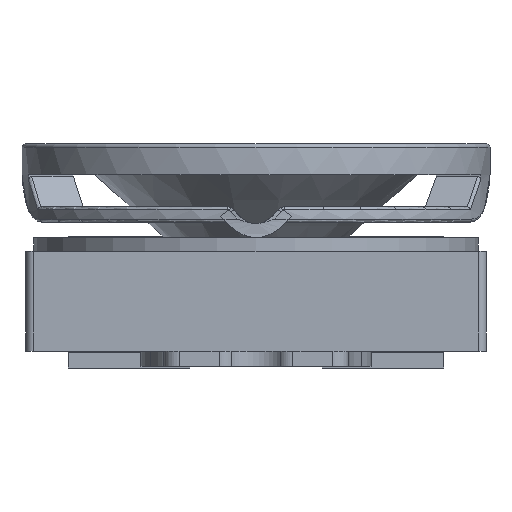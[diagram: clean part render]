
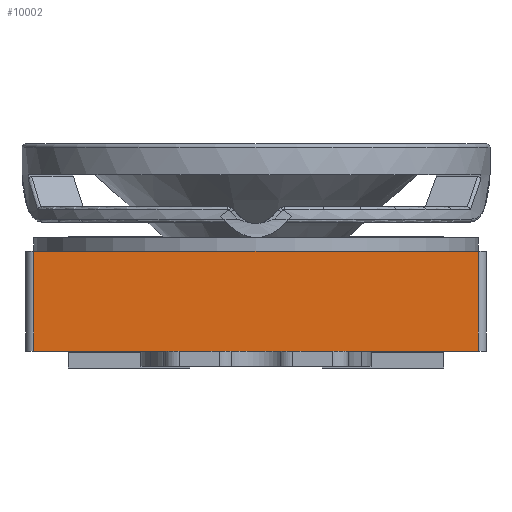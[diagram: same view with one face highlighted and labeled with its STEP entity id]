
A CAD part, left-side view. The second image highlights one B-rep face of the part: STEP entity #10002.
In plain terms, the highlighted planar face has unit normal (-1, 0, 0).
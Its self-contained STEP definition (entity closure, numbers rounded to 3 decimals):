
#2164 = PLANE('',#2165);
#2165 = AXIS2_PLACEMENT_3D('',#2166,#2167,#2168);
#2166 = CARTESIAN_POINT('',(-0.096,-0.003,
    0.11));
#2167 = DIRECTION('',(0.,0.,1.));
#2168 = DIRECTION('',(0.,1.,-0.));
#2745 = PLANE('',#2746);
#2746 = AXIS2_PLACEMENT_3D('',#2747,#2748,#2749);
#2747 = CARTESIAN_POINT('',(-0.096,-0.003,
    0.76));
#2748 = DIRECTION('',(0.,0.,1.));
#2749 = DIRECTION('',(0.,1.,-0.));
#6390 = EDGE_CURVE('',#6391,#6393,#6395,.T.);
#6391 = VERTEX_POINT('',#6392);
#6392 = CARTESIAN_POINT('',(-1.846,1.447,
    0.76));
#6393 = VERTEX_POINT('',#6394);
#6394 = CARTESIAN_POINT('',(-1.846,-1.452,
    0.76));
#6395 = SURFACE_CURVE('',#6396,(#6400,#6407),.PCURVE_S1.);
#6396 = LINE('',#6397,#6398);
#6397 = CARTESIAN_POINT('',(-1.846,-1.502,
    0.76));
#6398 = VECTOR('',#6399,1.);
#6399 = DIRECTION('',(0.,-1.,-0.));
#6400 = PCURVE('',#2745,#6401);
#6401 = DEFINITIONAL_REPRESENTATION('',(#6402),#6406);
#6402 = LINE('',#6403,#6404);
#6403 = CARTESIAN_POINT('',(-1.5,1.75));
#6404 = VECTOR('',#6405,1.);
#6405 = DIRECTION('',(-1.,0.));
#6406 = ( GEOMETRIC_REPRESENTATION_CONTEXT(2) 
PARAMETRIC_REPRESENTATION_CONTEXT() REPRESENTATION_CONTEXT('2D SPACE',''
  ) );
#6407 = PCURVE('',#6408,#6413);
#6408 = PLANE('',#6409);
#6409 = AXIS2_PLACEMENT_3D('',#6410,#6411,#6412);
#6410 = CARTESIAN_POINT('',(-1.846,-1.502,
    0.76));
#6411 = DIRECTION('',(1.,0.,0.));
#6412 = DIRECTION('',(0.,0.,-1.));
#6413 = DEFINITIONAL_REPRESENTATION('',(#6414),#6418);
#6414 = LINE('',#6415,#6416);
#6415 = CARTESIAN_POINT('',(0.,0.));
#6416 = VECTOR('',#6417,1.);
#6417 = DIRECTION('',(0.,-1.));
#6418 = ( GEOMETRIC_REPRESENTATION_CONTEXT(2) 
PARAMETRIC_REPRESENTATION_CONTEXT() REPRESENTATION_CONTEXT('2D SPACE',''
  ) );
#6437 = CYLINDRICAL_SURFACE('',#6438,0.05);
#6438 = AXIS2_PLACEMENT_3D('',#6439,#6440,#6441);
#6439 = CARTESIAN_POINT('',(-1.796,-1.452,
    0.76));
#6440 = DIRECTION('',(0.,0.,-1.));
#6441 = DIRECTION('',(0.,-1.,-0.));
#6899 = CYLINDRICAL_SURFACE('',#6900,0.05);
#6900 = AXIS2_PLACEMENT_3D('',#6901,#6902,#6903);
#6901 = CARTESIAN_POINT('',(-1.796,1.447,
    0.76));
#6902 = DIRECTION('',(0.,0.,-1.));
#6903 = DIRECTION('',(0.,-1.,-0.));
#10002 = ADVANCED_FACE('',(#10003),#6408,.F.);
#10003 = FACE_BOUND('',#10004,.T.);
#10004 = EDGE_LOOP('',(#10005,#10030,#10051,#10052,#10075,#10098));
#10005 = ORIENTED_EDGE('',*,*,#10006,.T.);
#10006 = EDGE_CURVE('',#10007,#10009,#10011,.T.);
#10007 = VERTEX_POINT('',#10008);
#10008 = CARTESIAN_POINT('',(-1.846,-0.602,
    0.11));
#10009 = VERTEX_POINT('',#10010);
#10010 = CARTESIAN_POINT('',(-1.846,-1.452,
    0.11));
#10011 = SURFACE_CURVE('',#10012,(#10016,#10023),.PCURVE_S1.);
#10012 = LINE('',#10013,#10014);
#10013 = CARTESIAN_POINT('',(-1.846,-1.502,
    0.11));
#10014 = VECTOR('',#10015,1.);
#10015 = DIRECTION('',(0.,-1.,-0.));
#10016 = PCURVE('',#6408,#10017);
#10017 = DEFINITIONAL_REPRESENTATION('',(#10018),#10022);
#10018 = LINE('',#10019,#10020);
#10019 = CARTESIAN_POINT('',(0.65,0.));
#10020 = VECTOR('',#10021,1.);
#10021 = DIRECTION('',(0.,-1.));
#10022 = ( GEOMETRIC_REPRESENTATION_CONTEXT(2) 
PARAMETRIC_REPRESENTATION_CONTEXT() REPRESENTATION_CONTEXT('2D SPACE',''
  ) );
#10023 = PCURVE('',#2164,#10024);
#10024 = DEFINITIONAL_REPRESENTATION('',(#10025),#10029);
#10025 = LINE('',#10026,#10027);
#10026 = CARTESIAN_POINT('',(-1.5,1.75));
#10027 = VECTOR('',#10028,1.);
#10028 = DIRECTION('',(-1.,0.));
#10029 = ( GEOMETRIC_REPRESENTATION_CONTEXT(2) 
PARAMETRIC_REPRESENTATION_CONTEXT() REPRESENTATION_CONTEXT('2D SPACE',''
  ) );
#10030 = ORIENTED_EDGE('',*,*,#10031,.T.);
#10031 = EDGE_CURVE('',#10009,#6393,#10032,.T.);
#10032 = SURFACE_CURVE('',#10033,(#10037,#10044),.PCURVE_S1.);
#10033 = LINE('',#10034,#10035);
#10034 = CARTESIAN_POINT('',(-1.846,-1.452,
    0.76));
#10035 = VECTOR('',#10036,1.);
#10036 = DIRECTION('',(0.,0.,1.));
#10037 = PCURVE('',#6408,#10038);
#10038 = DEFINITIONAL_REPRESENTATION('',(#10039),#10043);
#10039 = LINE('',#10040,#10041);
#10040 = CARTESIAN_POINT('',(0.,0.05));
#10041 = VECTOR('',#10042,1.);
#10042 = DIRECTION('',(-1.,0.));
#10043 = ( GEOMETRIC_REPRESENTATION_CONTEXT(2) 
PARAMETRIC_REPRESENTATION_CONTEXT() REPRESENTATION_CONTEXT('2D SPACE',''
  ) );
#10044 = PCURVE('',#6437,#10045);
#10045 = DEFINITIONAL_REPRESENTATION('',(#10046),#10050);
#10046 = LINE('',#10047,#10048);
#10047 = CARTESIAN_POINT('',(1.571,0.));
#10048 = VECTOR('',#10049,1.);
#10049 = DIRECTION('',(0.,-1.));
#10050 = ( GEOMETRIC_REPRESENTATION_CONTEXT(2) 
PARAMETRIC_REPRESENTATION_CONTEXT() REPRESENTATION_CONTEXT('2D SPACE',''
  ) );
#10051 = ORIENTED_EDGE('',*,*,#6390,.F.);
#10052 = ORIENTED_EDGE('',*,*,#10053,.T.);
#10053 = EDGE_CURVE('',#6391,#10054,#10056,.T.);
#10054 = VERTEX_POINT('',#10055);
#10055 = CARTESIAN_POINT('',(-1.846,1.447,
    0.11));
#10056 = SURFACE_CURVE('',#10057,(#10061,#10068),.PCURVE_S1.);
#10057 = LINE('',#10058,#10059);
#10058 = CARTESIAN_POINT('',(-1.846,1.447,
    0.76));
#10059 = VECTOR('',#10060,1.);
#10060 = DIRECTION('',(0.,0.,-1.));
#10061 = PCURVE('',#6408,#10062);
#10062 = DEFINITIONAL_REPRESENTATION('',(#10063),#10067);
#10063 = LINE('',#10064,#10065);
#10064 = CARTESIAN_POINT('',(0.,2.95));
#10065 = VECTOR('',#10066,1.);
#10066 = DIRECTION('',(1.,0.));
#10067 = ( GEOMETRIC_REPRESENTATION_CONTEXT(2) 
PARAMETRIC_REPRESENTATION_CONTEXT() REPRESENTATION_CONTEXT('2D SPACE',''
  ) );
#10068 = PCURVE('',#6899,#10069);
#10069 = DEFINITIONAL_REPRESENTATION('',(#10070),#10074);
#10070 = LINE('',#10071,#10072);
#10071 = CARTESIAN_POINT('',(1.571,0.));
#10072 = VECTOR('',#10073,1.);
#10073 = DIRECTION('',(0.,1.));
#10074 = ( GEOMETRIC_REPRESENTATION_CONTEXT(2) 
PARAMETRIC_REPRESENTATION_CONTEXT() REPRESENTATION_CONTEXT('2D SPACE',''
  ) );
#10075 = ORIENTED_EDGE('',*,*,#10076,.T.);
#10076 = EDGE_CURVE('',#10054,#10077,#10079,.T.);
#10077 = VERTEX_POINT('',#10078);
#10078 = CARTESIAN_POINT('',(-1.846,0.597,
    0.11));
#10079 = SURFACE_CURVE('',#10080,(#10084,#10091),.PCURVE_S1.);
#10080 = LINE('',#10081,#10082);
#10081 = CARTESIAN_POINT('',(-1.846,-1.502,
    0.11));
#10082 = VECTOR('',#10083,1.);
#10083 = DIRECTION('',(0.,-1.,-0.));
#10084 = PCURVE('',#6408,#10085);
#10085 = DEFINITIONAL_REPRESENTATION('',(#10086),#10090);
#10086 = LINE('',#10087,#10088);
#10087 = CARTESIAN_POINT('',(0.65,0.));
#10088 = VECTOR('',#10089,1.);
#10089 = DIRECTION('',(0.,-1.));
#10090 = ( GEOMETRIC_REPRESENTATION_CONTEXT(2) 
PARAMETRIC_REPRESENTATION_CONTEXT() REPRESENTATION_CONTEXT('2D SPACE',''
  ) );
#10091 = PCURVE('',#2164,#10092);
#10092 = DEFINITIONAL_REPRESENTATION('',(#10093),#10097);
#10093 = LINE('',#10094,#10095);
#10094 = CARTESIAN_POINT('',(-1.5,1.75));
#10095 = VECTOR('',#10096,1.);
#10096 = DIRECTION('',(-1.,0.));
#10097 = ( GEOMETRIC_REPRESENTATION_CONTEXT(2) 
PARAMETRIC_REPRESENTATION_CONTEXT() REPRESENTATION_CONTEXT('2D SPACE',''
  ) );
#10098 = ORIENTED_EDGE('',*,*,#10099,.T.);
#10099 = EDGE_CURVE('',#10077,#10007,#10100,.T.);
#10100 = SURFACE_CURVE('',#10101,(#10105,#10112),.PCURVE_S1.);
#10101 = LINE('',#10102,#10103);
#10102 = CARTESIAN_POINT('',(-1.846,-1.502,
    0.11));
#10103 = VECTOR('',#10104,1.);
#10104 = DIRECTION('',(0.,-1.,-0.));
#10105 = PCURVE('',#6408,#10106);
#10106 = DEFINITIONAL_REPRESENTATION('',(#10107),#10111);
#10107 = LINE('',#10108,#10109);
#10108 = CARTESIAN_POINT('',(0.65,0.));
#10109 = VECTOR('',#10110,1.);
#10110 = DIRECTION('',(0.,-1.));
#10111 = ( GEOMETRIC_REPRESENTATION_CONTEXT(2) 
PARAMETRIC_REPRESENTATION_CONTEXT() REPRESENTATION_CONTEXT('2D SPACE',''
  ) );
#10112 = PCURVE('',#10113,#10118);
#10113 = PLANE('',#10114);
#10114 = AXIS2_PLACEMENT_3D('',#10115,#10116,#10117);
#10115 = CARTESIAN_POINT('',(-2.046,0.497,
    0.11));
#10116 = DIRECTION('',(0.,0.,1.));
#10117 = DIRECTION('',(0.,1.,-0.));
#10118 = DEFINITIONAL_REPRESENTATION('',(#10119),#10123);
#10119 = LINE('',#10120,#10121);
#10120 = CARTESIAN_POINT('',(-2.,-0.2));
#10121 = VECTOR('',#10122,1.);
#10122 = DIRECTION('',(-1.,0.));
#10123 = ( GEOMETRIC_REPRESENTATION_CONTEXT(2) 
PARAMETRIC_REPRESENTATION_CONTEXT() REPRESENTATION_CONTEXT('2D SPACE',''
  ) );
